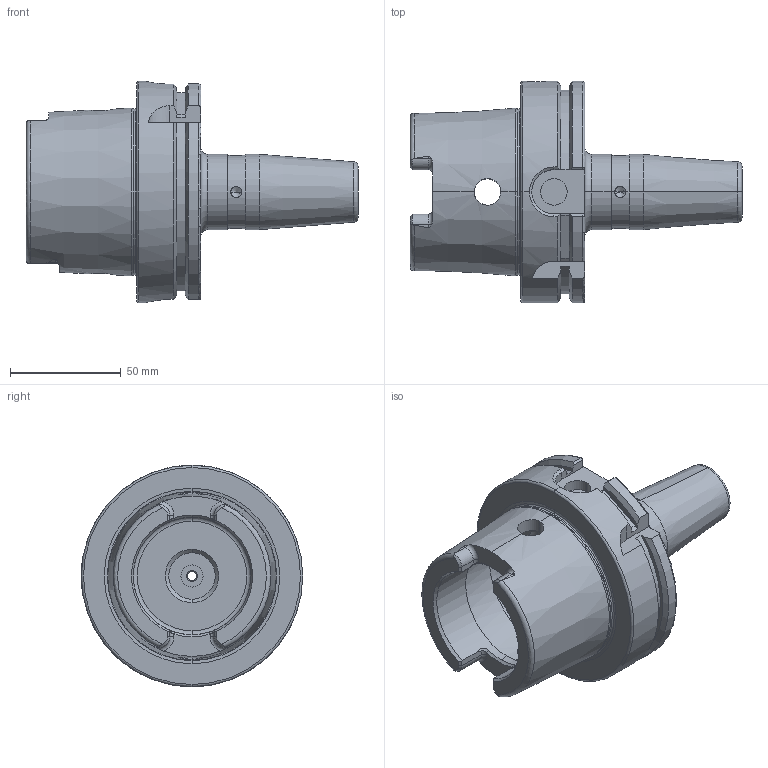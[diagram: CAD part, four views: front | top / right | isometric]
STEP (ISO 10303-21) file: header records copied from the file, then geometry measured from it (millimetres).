
FILE_DESCRIPTION (( 'STEP AP203' ), '1' );
FILE_NAME ('F1A100H-SFC16100.STEP', '2023-12-27T12:45:44', ( '' ), ( '' ), 'SwSTEP 2.0', 'SolidWorks 2023', '' );
FILE_SCHEMA (( 'CONFIG_CONTROL_DESIGN' ));
Length unit declared in the file: millimetre
Products named in the file (4): HSKA100SFC16100WW; SCWM12X1-10; F1A100H-SFC16100
Assembly tree (3 placements, depth 3):
  F1A100H-SFC16100
    HSKA100SFC16100WW
      HSKA100SFC16100WW
      SCWM12X1-10
Bounding box: 149.95 x 100 x 100 mm (x, y, z)
Volume: 297984.8 mm3; surface area: 60900.8 mm2
Topology: 2 solids, 2 shells, 222 faces, 541 edges, 324 vertices
Faces by surface type: cylinder 70, plane 64, cone 47, torus 31, bspline 10
Entity records: 8294 total; most frequent: CARTESIAN_POINT 2838, ORIENTED_EDGE 1062, DIRECTION 1054, EDGE_CURVE 531, AXIS2_PLACEMENT_3D 424, VERTEX_POINT 324, EDGE_LOOP 241, FACE_OUTER_BOUND 222
